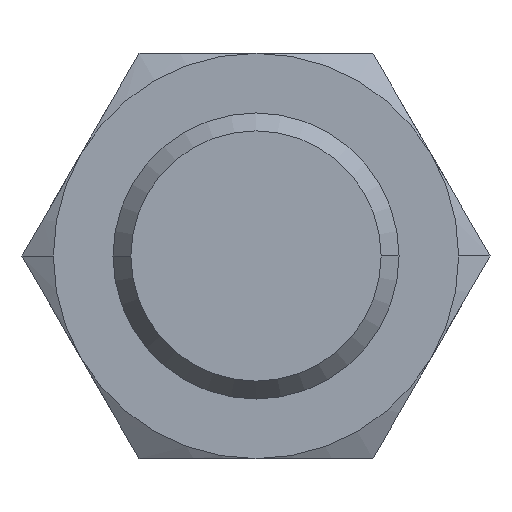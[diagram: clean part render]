
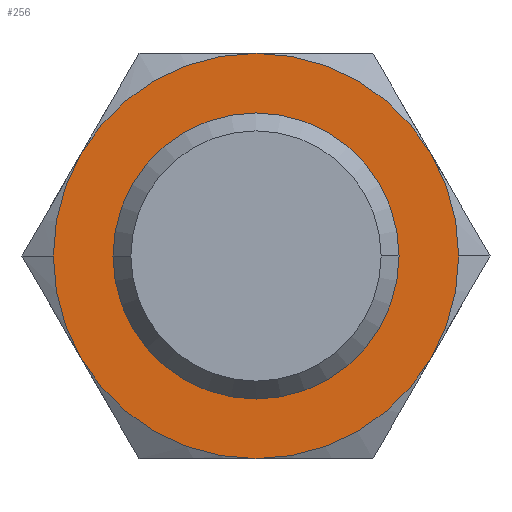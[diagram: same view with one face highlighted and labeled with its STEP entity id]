
A CAD part, front view. The second image highlights one B-rep face of the part: STEP entity #256.
In plain terms, the highlighted planar face has unit normal (0, -1, 0).
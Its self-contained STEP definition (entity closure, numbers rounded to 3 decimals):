
#256=ADVANCED_FACE('',(#441,#442),#443,.T.);
#441=FACE_OUTER_BOUND('',#633,.T.);
#442=FACE_BOUND('',#634,.T.);
#443=PLANE('',#635);
#633=EDGE_LOOP('',(#1237,#1238,#1239,#1240,#1241,#1242,#1243,#1244));
#634=EDGE_LOOP('',(#1245,#1246));
#635=AXIS2_PLACEMENT_3D('',#1247,#1248,#1249);
#1237=ORIENTED_EDGE('',*,*,#1467,.F.);
#1238=ORIENTED_EDGE('',*,*,#1453,.F.);
#1239=ORIENTED_EDGE('',*,*,#1456,.F.);
#1240=ORIENTED_EDGE('',*,*,#1458,.F.);
#1241=ORIENTED_EDGE('',*,*,#1451,.F.);
#1242=ORIENTED_EDGE('',*,*,#1462,.F.);
#1243=ORIENTED_EDGE('',*,*,#1465,.F.);
#1244=ORIENTED_EDGE('',*,*,#1447,.F.);
#1245=ORIENTED_EDGE('',*,*,#1487,.T.);
#1246=ORIENTED_EDGE('',*,*,#1431,.T.);
#1247=CARTESIAN_POINT('',(7.25,-8.0,0.0));
#1248=DIRECTION('',(0.0,-1.0,0.0));
#1249=DIRECTION('',(-1.0,0.0,0.0));
#1431=EDGE_CURVE('',#1695,#1692,#1696,.T.);
#1447=EDGE_CURVE('',#1722,#1725,#1726,.T.);
#1451=EDGE_CURVE('',#1731,#1729,#1733,.T.);
#1453=EDGE_CURVE('',#1735,#1737,#1738,.T.);
#1456=EDGE_CURVE('',#1741,#1735,#1743,.T.);
#1458=EDGE_CURVE('',#1729,#1741,#1745,.T.);
#1462=EDGE_CURVE('',#1749,#1731,#1751,.T.);
#1465=EDGE_CURVE('',#1725,#1749,#1755,.T.);
#1467=EDGE_CURVE('',#1737,#1722,#1757,.T.);
#1487=EDGE_CURVE('',#1692,#1695,#1785,.T.);
#1692=VERTEX_POINT('',#2428);
#1695=VERTEX_POINT('',#2432);
#1696=CIRCLE('',#2433,6.0);
#1722=VERTEX_POINT('',#2488);
#1725=VERTEX_POINT('',#2492);
#1726=CIRCLE('',#2493,8.5);
#1729=VERTEX_POINT('',#2507);
#1731=VERTEX_POINT('',#2510);
#1733=CIRCLE('',#2523,8.5);
#1735=VERTEX_POINT('',#2525);
#1737=VERTEX_POINT('',#2538);
#1738=CIRCLE('',#2539,8.5);
#1741=VERTEX_POINT('',#2553);
#1743=CIRCLE('',#2566,8.5);
#1745=CIRCLE('',#2579,8.5);
#1749=VERTEX_POINT('',#2605);
#1751=CIRCLE('',#2618,8.5);
#1755=CIRCLE('',#2644,8.5);
#1757=CIRCLE('',#2657,8.5);
#1785=CIRCLE('',#2795,6.0);
#2428=CARTESIAN_POINT('',(6.0,-8.0,0.0));
#2432=CARTESIAN_POINT('',(-6.0,-8.0,0.));
#2433=AXIS2_PLACEMENT_3D('',#3015,#3016,#3017);
#2488=CARTESIAN_POINT('',(8.5,-8.0,0.));
#2492=CARTESIAN_POINT('',(7.361,-8.0,-4.25));
#2493=AXIS2_PLACEMENT_3D('',#3041,#3042,#3043);
#2507=CARTESIAN_POINT('',(-8.5,-8.0,0.));
#2510=CARTESIAN_POINT('',(-7.361,-8.0,-4.25));
#2523=AXIS2_PLACEMENT_3D('',#3045,#3046,#3047);
#2525=CARTESIAN_POINT('',(0.,-8.0,8.5));
#2538=CARTESIAN_POINT('',(7.361,-8.0,4.25));
#2539=AXIS2_PLACEMENT_3D('',#3048,#3049,#3050);
#2553=CARTESIAN_POINT('',(-7.361,-8.0,4.25));
#2566=AXIS2_PLACEMENT_3D('',#3051,#3052,#3053);
#2579=AXIS2_PLACEMENT_3D('',#3054,#3055,#3056);
#2605=CARTESIAN_POINT('',(0.0,-8.0,-8.5));
#2618=AXIS2_PLACEMENT_3D('',#3057,#3058,#3059);
#2644=AXIS2_PLACEMENT_3D('',#3060,#3061,#3062);
#2657=AXIS2_PLACEMENT_3D('',#3063,#3064,#3065);
#2795=AXIS2_PLACEMENT_3D('',#3093,#3094,#3095);
#3015=CARTESIAN_POINT('',(0.0,-8.0,0.0));
#3016=DIRECTION('',(0.0,1.0,0.0));
#3017=DIRECTION('',(1.0,0.0,0.0));
#3041=CARTESIAN_POINT('',(0.0,-8.0,0.0));
#3042=DIRECTION('',(0.0,1.0,0.0));
#3043=DIRECTION('',(1.0,0.0,0.0));
#3045=CARTESIAN_POINT('',(0.0,-8.0,0.0));
#3046=DIRECTION('',(0.0,1.0,0.0));
#3047=DIRECTION('',(1.0,0.0,0.0));
#3048=CARTESIAN_POINT('',(0.0,-8.0,0.0));
#3049=DIRECTION('',(0.0,1.0,0.0));
#3050=DIRECTION('',(1.0,0.0,0.0));
#3051=CARTESIAN_POINT('',(0.0,-8.0,0.0));
#3052=DIRECTION('',(0.0,1.0,0.0));
#3053=DIRECTION('',(1.0,0.0,0.0));
#3054=CARTESIAN_POINT('',(0.0,-8.0,0.0));
#3055=DIRECTION('',(0.0,1.0,0.0));
#3056=DIRECTION('',(1.0,0.0,0.0));
#3057=CARTESIAN_POINT('',(0.0,-8.0,0.0));
#3058=DIRECTION('',(0.0,1.0,0.0));
#3059=DIRECTION('',(1.0,0.0,0.0));
#3060=CARTESIAN_POINT('',(0.0,-8.0,0.0));
#3061=DIRECTION('',(0.0,1.0,0.0));
#3062=DIRECTION('',(1.0,0.0,0.0));
#3063=CARTESIAN_POINT('',(0.0,-8.0,0.0));
#3064=DIRECTION('',(0.0,1.0,0.0));
#3065=DIRECTION('',(1.0,0.0,0.0));
#3093=CARTESIAN_POINT('',(0.0,-8.0,0.0));
#3094=DIRECTION('',(0.0,1.0,0.0));
#3095=DIRECTION('',(1.0,0.0,0.0));
